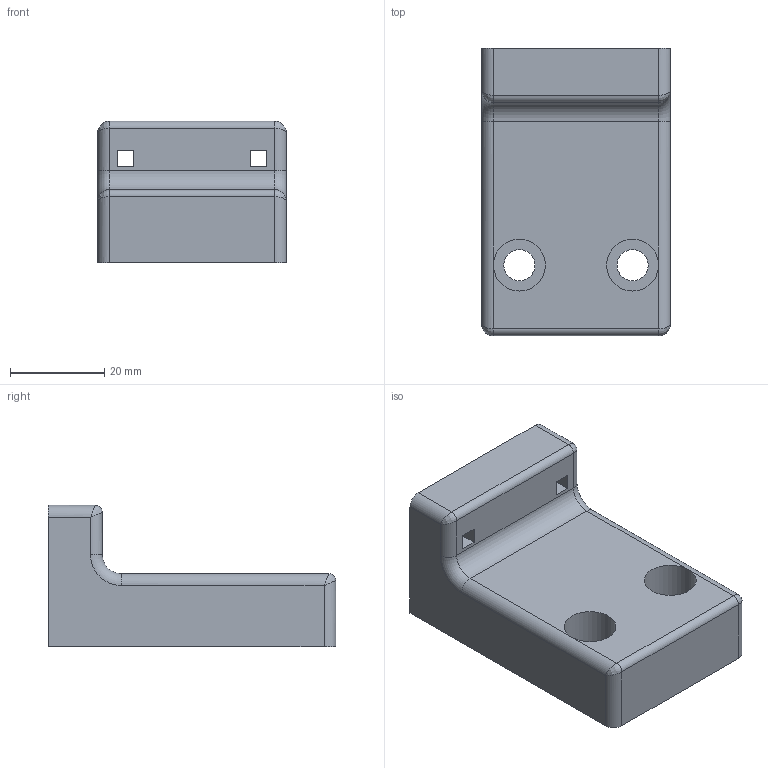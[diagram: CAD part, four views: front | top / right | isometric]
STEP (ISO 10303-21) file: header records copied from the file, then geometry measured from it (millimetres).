
FILE_DESCRIPTION (( 'STEP AP203' ), '1' );
FILE_NAME ('56 10 02 12.STEP', '2013-08-06T10:19:15', ( ' ' ), ( ' ' ), 'SwSTEP 2.0', 'SolidWorks 2010', '' );
FILE_SCHEMA (( 'CONFIG_CONTROL_DESIGN' ));
Length unit declared in the file: millimetre
Products named in the file (1): 56 10 02 12
Bounding box: 40 x 61 x 30 mm (x, y, z)
Volume: 19249.5 mm3; surface area: 17099.4 mm2
Topology: 1 solids, 1 shells, 95 faces, 251 edges, 158 vertices
Faces by surface type: plane 67, cylinder 22, bspline 4, torus 2
Full cylindrical faces by diameter (mm): 6.6 x2, 11 x2
Entity records: 3784 total; most frequent: CARTESIAN_POINT 1383, ORIENTED_EDGE 486, DIRECTION 461, EDGE_CURVE 243, VECTOR 189, LINE 189, VERTEX_POINT 158, AXIS2_PLACEMENT_3D 136
